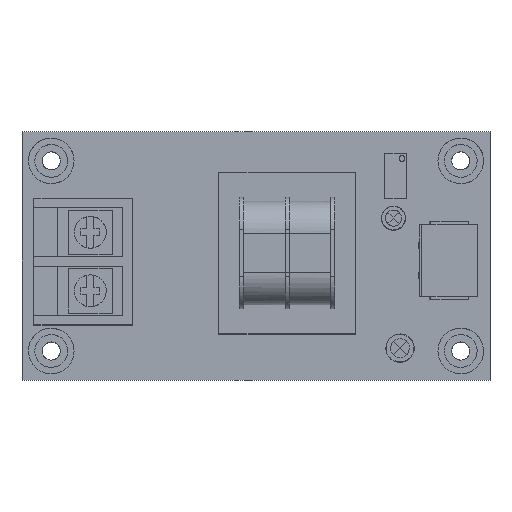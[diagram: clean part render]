
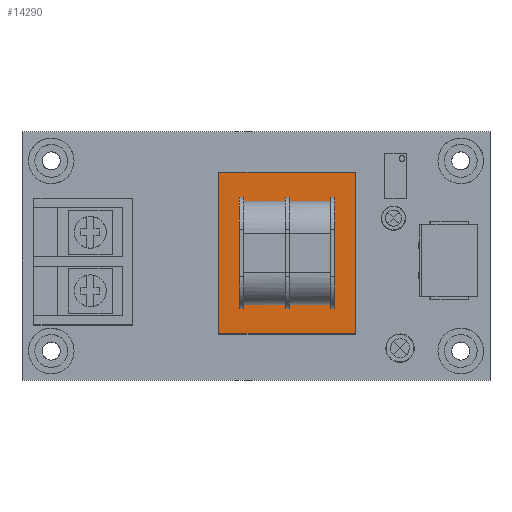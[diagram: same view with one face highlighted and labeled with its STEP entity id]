
A CAD part, top view. The second image highlights one B-rep face of the part: STEP entity #14290.
In plain terms, the highlighted free-form (B-spline) face has degree [1, 1] with [2, 2] control points.
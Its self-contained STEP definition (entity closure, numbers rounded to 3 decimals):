
#14290 = ADVANCED_FACE('',(#14291),#14304,.T.);
#14291 = FACE_BOUND('',#14292,.T.);
#14292 = EDGE_LOOP('',(#14293,#14327,#14354,#14381));
#14293 = ORIENTED_EDGE('',*,*,#14294,.T.);
#14294 = EDGE_CURVE('',#14295,#14297,#14299,.T.);
#14295 = VERTEX_POINT('',#14296);
#14296 = CARTESIAN_POINT('',(-8.427,115.256,19.749));
#14297 = VERTEX_POINT('',#14298);
#14298 = CARTESIAN_POINT('',(-8.427,80.127,19.749));
#14299 = SURFACE_CURVE('',#14300,(#14303,#14315),.PCURVE_S1.);
#14300 = B_SPLINE_CURVE_WITH_KNOTS('',1,(#14301,#14302),.UNSPECIFIED.,
  .F.,.F.,(2,2),(-0.692,0.692),.PIECEWISE_BEZIER_KNOTS.);
#14301 = CARTESIAN_POINT('',(-8.427,115.256,19.749));
#14302 = CARTESIAN_POINT('',(-8.427,80.127,19.749));
#14303 = PCURVE('',#14304,#14309);
#14304 = B_SPLINE_SURFACE_WITH_KNOTS('',1,1,(
    (#14305,#14306)
    ,(#14307,#14308
    )),.UNSPECIFIED.,.F.,.F.,.F.,(2,2),(2,2),(-0.583,0.583),(-0.692,
    0.692),.PIECEWISE_BEZIER_KNOTS.);
#14305 = CARTESIAN_POINT('',(21.189,115.256,19.749));
#14306 = CARTESIAN_POINT('',(21.189,80.127,19.749));
#14307 = CARTESIAN_POINT('',(-8.427,115.256,19.749));
#14308 = CARTESIAN_POINT('',(-8.427,80.127,19.749));
#14309 = DEFINITIONAL_REPRESENTATION('',(#14310),#14314);
#14310 = LINE('',#14311,#14312);
#14311 = CARTESIAN_POINT('',(0.583,0.));
#14312 = VECTOR('',#14313,1.);
#14313 = DIRECTION('',(0.,1.));
#14314 = ( GEOMETRIC_REPRESENTATION_CONTEXT(2) 
PARAMETRIC_REPRESENTATION_CONTEXT() REPRESENTATION_CONTEXT('2D SPACE',''
  ) );
#14315 = PCURVE('',#14316,#14321);
#14316 = B_SPLINE_SURFACE_WITH_KNOTS('',1,1,(
    (#14317,#14318)
    ,(#14319,#14320
  )),.UNSPECIFIED.,.F.,.F.,.F.,(2,2),(2,2),(-0.15,0.15),(-0.692,0.692)
  ,.PIECEWISE_BEZIER_KNOTS.);
#14317 = CARTESIAN_POINT('',(-8.427,115.256,19.749));
#14318 = CARTESIAN_POINT('',(-8.427,80.127,19.749));
#14319 = CARTESIAN_POINT('',(-8.427,115.256,12.129));
#14320 = CARTESIAN_POINT('',(-8.427,80.127,12.129));
#14321 = DEFINITIONAL_REPRESENTATION('',(#14322),#14326);
#14322 = LINE('',#14323,#14324);
#14323 = CARTESIAN_POINT('',(-0.15,0.));
#14324 = VECTOR('',#14325,1.);
#14325 = DIRECTION('',(0.,1.));
#14326 = ( GEOMETRIC_REPRESENTATION_CONTEXT(2) 
PARAMETRIC_REPRESENTATION_CONTEXT() REPRESENTATION_CONTEXT('2D SPACE',''
  ) );
#14327 = ORIENTED_EDGE('',*,*,#14328,.T.);
#14328 = EDGE_CURVE('',#14297,#14329,#14331,.T.);
#14329 = VERTEX_POINT('',#14330);
#14330 = CARTESIAN_POINT('',(21.189,80.127,19.749));
#14331 = SURFACE_CURVE('',#14332,(#14335,#14342),.PCURVE_S1.);
#14332 = B_SPLINE_CURVE_WITH_KNOTS('',1,(#14333,#14334),.UNSPECIFIED.,
  .F.,.F.,(2,2),(-0.583,0.583),.PIECEWISE_BEZIER_KNOTS.);
#14333 = CARTESIAN_POINT('',(-8.427,80.127,19.749));
#14334 = CARTESIAN_POINT('',(21.189,80.127,19.749));
#14335 = PCURVE('',#14304,#14336);
#14336 = DEFINITIONAL_REPRESENTATION('',(#14337),#14341);
#14337 = LINE('',#14338,#14339);
#14338 = CARTESIAN_POINT('',(0.,0.692));
#14339 = VECTOR('',#14340,1.);
#14340 = DIRECTION('',(-1.,0.));
#14341 = ( GEOMETRIC_REPRESENTATION_CONTEXT(2) 
PARAMETRIC_REPRESENTATION_CONTEXT() REPRESENTATION_CONTEXT('2D SPACE',''
  ) );
#14342 = PCURVE('',#14343,#14348);
#14343 = B_SPLINE_SURFACE_WITH_KNOTS('',1,1,(
    (#14344,#14345)
    ,(#14346,#14347
  )),.UNSPECIFIED.,.F.,.F.,.F.,(2,2),(2,2),(-0.15,0.15),(-0.583,0.583),
  .PIECEWISE_BEZIER_KNOTS.);
#14344 = CARTESIAN_POINT('',(21.189,80.127,12.129));
#14345 = CARTESIAN_POINT('',(-8.427,80.127,12.129));
#14346 = CARTESIAN_POINT('',(21.189,80.127,19.749));
#14347 = CARTESIAN_POINT('',(-8.427,80.127,19.749));
#14348 = DEFINITIONAL_REPRESENTATION('',(#14349),#14353);
#14349 = LINE('',#14350,#14351);
#14350 = CARTESIAN_POINT('',(0.15,0.));
#14351 = VECTOR('',#14352,1.);
#14352 = DIRECTION('',(0.,-1.));
#14353 = ( GEOMETRIC_REPRESENTATION_CONTEXT(2) 
PARAMETRIC_REPRESENTATION_CONTEXT() REPRESENTATION_CONTEXT('2D SPACE',''
  ) );
#14354 = ORIENTED_EDGE('',*,*,#14355,.T.);
#14355 = EDGE_CURVE('',#14329,#14356,#14358,.T.);
#14356 = VERTEX_POINT('',#14357);
#14357 = CARTESIAN_POINT('',(21.189,115.256,19.749));
#14358 = SURFACE_CURVE('',#14359,(#14362,#14369),.PCURVE_S1.);
#14359 = B_SPLINE_CURVE_WITH_KNOTS('',1,(#14360,#14361),.UNSPECIFIED.,
  .F.,.F.,(2,2),(-0.692,0.692),.PIECEWISE_BEZIER_KNOTS.);
#14360 = CARTESIAN_POINT('',(21.189,80.127,19.749));
#14361 = CARTESIAN_POINT('',(21.189,115.256,19.749));
#14362 = PCURVE('',#14304,#14363);
#14363 = DEFINITIONAL_REPRESENTATION('',(#14364),#14368);
#14364 = LINE('',#14365,#14366);
#14365 = CARTESIAN_POINT('',(-0.583,0.));
#14366 = VECTOR('',#14367,1.);
#14367 = DIRECTION('',(0.,-1.));
#14368 = ( GEOMETRIC_REPRESENTATION_CONTEXT(2) 
PARAMETRIC_REPRESENTATION_CONTEXT() REPRESENTATION_CONTEXT('2D SPACE',''
  ) );
#14369 = PCURVE('',#14370,#14375);
#14370 = B_SPLINE_SURFACE_WITH_KNOTS('',1,1,(
    (#14371,#14372)
    ,(#14373,#14374
  )),.UNSPECIFIED.,.F.,.F.,.F.,(2,2),(2,2),(-0.15,0.15),(-0.692,0.692)
  ,.PIECEWISE_BEZIER_KNOTS.);
#14371 = CARTESIAN_POINT('',(21.189,115.256,12.129));
#14372 = CARTESIAN_POINT('',(21.189,80.127,12.129));
#14373 = CARTESIAN_POINT('',(21.189,115.256,19.749));
#14374 = CARTESIAN_POINT('',(21.189,80.127,19.749));
#14375 = DEFINITIONAL_REPRESENTATION('',(#14376),#14380);
#14376 = LINE('',#14377,#14378);
#14377 = CARTESIAN_POINT('',(0.15,0.));
#14378 = VECTOR('',#14379,1.);
#14379 = DIRECTION('',(0.,-1.));
#14380 = ( GEOMETRIC_REPRESENTATION_CONTEXT(2) 
PARAMETRIC_REPRESENTATION_CONTEXT() REPRESENTATION_CONTEXT('2D SPACE',''
  ) );
#14381 = ORIENTED_EDGE('',*,*,#14382,.T.);
#14382 = EDGE_CURVE('',#14356,#14295,#14383,.T.);
#14383 = SURFACE_CURVE('',#14384,(#14387,#14394),.PCURVE_S1.);
#14384 = B_SPLINE_CURVE_WITH_KNOTS('',1,(#14385,#14386),.UNSPECIFIED.,
  .F.,.F.,(2,2),(-0.583,0.583),.PIECEWISE_BEZIER_KNOTS.);
#14385 = CARTESIAN_POINT('',(21.189,115.256,19.749));
#14386 = CARTESIAN_POINT('',(-8.427,115.256,19.749));
#14387 = PCURVE('',#14304,#14388);
#14388 = DEFINITIONAL_REPRESENTATION('',(#14389),#14393);
#14389 = LINE('',#14390,#14391);
#14390 = CARTESIAN_POINT('',(0.,-0.692));
#14391 = VECTOR('',#14392,1.);
#14392 = DIRECTION('',(1.,0.));
#14393 = ( GEOMETRIC_REPRESENTATION_CONTEXT(2) 
PARAMETRIC_REPRESENTATION_CONTEXT() REPRESENTATION_CONTEXT('2D SPACE',''
  ) );
#14394 = PCURVE('',#14395,#14400);
#14395 = B_SPLINE_SURFACE_WITH_KNOTS('',1,1,(
    (#14396,#14397)
    ,(#14398,#14399
  )),.UNSPECIFIED.,.F.,.F.,.F.,(2,2),(2,2),(-0.15,0.15),(-0.583,0.583),
  .PIECEWISE_BEZIER_KNOTS.);
#14396 = CARTESIAN_POINT('',(21.189,115.256,19.749));
#14397 = CARTESIAN_POINT('',(-8.427,115.256,19.749));
#14398 = CARTESIAN_POINT('',(21.189,115.256,12.129));
#14399 = CARTESIAN_POINT('',(-8.427,115.256,12.129));
#14400 = DEFINITIONAL_REPRESENTATION('',(#14401),#14405);
#14401 = LINE('',#14402,#14403);
#14402 = CARTESIAN_POINT('',(-0.15,0.));
#14403 = VECTOR('',#14404,1.);
#14404 = DIRECTION('',(0.,1.));
#14405 = ( GEOMETRIC_REPRESENTATION_CONTEXT(2) 
PARAMETRIC_REPRESENTATION_CONTEXT() REPRESENTATION_CONTEXT('2D SPACE',''
  ) );
